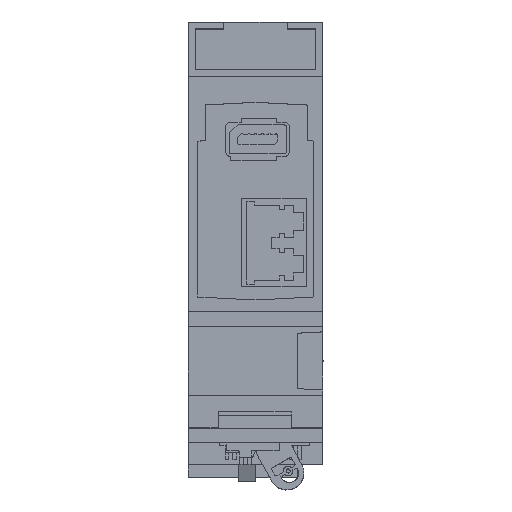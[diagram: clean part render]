
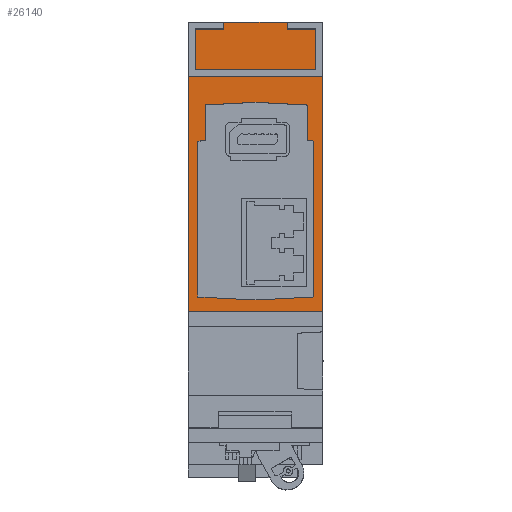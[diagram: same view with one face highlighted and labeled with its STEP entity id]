
A CAD part, top view. The second image highlights one B-rep face of the part: STEP entity #26140.
In plain terms, the highlighted planar face has unit normal (0, 0, 1).
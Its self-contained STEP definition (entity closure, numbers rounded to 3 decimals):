
#4718=DIRECTION('',(0.,-1.,0.));
#4719=VECTOR('',#4718,36.2);
#4720=CARTESIAN_POINT('',(-3.,-5.,183.277));
#4721=LINE('',#4720,#4719);
#7338=DIRECTION('',(0.,1.,0.));
#7339=VECTOR('',#7338,5.);
#7340=CARTESIAN_POINT('',(-2.,-5.,183.277));
#7341=LINE('',#7340,#7339);
#7342=DIRECTION('',(1.,0.,0.));
#7343=VECTOR('',#7342,4.15);
#7344=CARTESIAN_POINT('',(-2.,0.,183.277));
#7345=LINE('',#7344,#7343);
#7346=DIRECTION('',(0.,1.,0.));
#7347=VECTOR('',#7346,1.);
#7348=CARTESIAN_POINT('',(2.15,0.,183.277));
#7349=LINE('',#7348,#7347);
#7350=DIRECTION('',(0.,-1.,0.));
#7351=VECTOR('',#7350,1.);
#7352=CARTESIAN_POINT('',(11.45,1.,183.277));
#7353=LINE('',#7352,#7351);
#7354=DIRECTION('',(1.,0.,0.));
#7355=VECTOR('',#7354,4.15);
#7356=CARTESIAN_POINT('',(11.45,0.,183.277));
#7357=LINE('',#7356,#7355);
#7358=DIRECTION('',(0.,-1.,0.));
#7359=VECTOR('',#7358,5.);
#7360=CARTESIAN_POINT('',(15.6,0.,183.277));
#7361=LINE('',#7360,#7359);
#7362=DIRECTION('',(0.,-1.,0.));
#7363=VECTOR('',#7362,36.2);
#7364=CARTESIAN_POINT('',(16.6,-5.,183.277));
#7365=LINE('',#7364,#7363);
#7366=DIRECTION('',(-1.,0.,0.));
#7367=VECTOR('',#7366,19.6);
#7368=CARTESIAN_POINT('',(16.6,-41.2,183.277));
#7369=LINE('',#7368,#7367);
#7370=DIRECTION('',(-0.999,-0.052,0.));
#7371=VECTOR('',#7370,7.21);
#7372=CARTESIAN_POINT('',(6.7,-10.7,183.277));
#7373=LINE('',#7372,#7371);
#7374=DIRECTION('',(-0.985,-0.174,0.));
#7375=VECTOR('',#7374,1.117);
#7376=CARTESIAN_POINT('',(-0.5,-16.2,183.277));
#7377=LINE('',#7376,#7375);
#7378=DIRECTION('',(0.999,-0.052,0.));
#7379=VECTOR('',#7378,8.311);
#7380=CARTESIAN_POINT('',(-1.6,-39.115,183.277));
#7381=LINE('',#7380,#7379);
#7382=DIRECTION('',(0.999,0.052,0.));
#7383=VECTOR('',#7382,8.412);
#7384=CARTESIAN_POINT('',(6.9,-39.55,183.277));
#7385=LINE('',#7384,#7383);
#7386=DIRECTION('',(-0.985,0.174,0.));
#7387=VECTOR('',#7386,0.914);
#7388=CARTESIAN_POINT('',(15.3,-16.359,183.277));
#7389=LINE('',#7388,#7387);
#7390=DIRECTION('',(-0.999,0.052,0.));
#7391=VECTOR('',#7390,7.51);
#7392=CARTESIAN_POINT('',(14.4,-11.093,183.277));
#7393=LINE('',#7392,#7391);
#7398=DIRECTION('',(-1.,0.,0.));
#7399=VECTOR('',#7398,1.);
#7400=CARTESIAN_POINT('',(-2.,-5.,183.277));
#7401=LINE('',#7400,#7399);
#7488=DIRECTION('',(-1.,0.,0.));
#7489=VECTOR('',#7488,1.);
#7490=CARTESIAN_POINT('',(16.6,-5.,183.277));
#7491=LINE('',#7490,#7489);
#7534=DIRECTION('',(-1.,0.,0.));
#7535=VECTOR('',#7534,9.3);
#7536=CARTESIAN_POINT('',(11.45,1.,183.277));
#7537=LINE('',#7536,#7535);
#11619=DIRECTION('',(1.,0.,0.));
#11620=VECTOR('',#11619,0.2);
#11621=CARTESIAN_POINT('',(6.7,-10.7,183.277));
#11622=LINE('',#11621,#11620);
#11631=DIRECTION('',(0.,-1.,0.));
#11632=VECTOR('',#11631,5.107);
#11633=CARTESIAN_POINT('',(14.4,-11.093,183.277));
#11634=LINE('',#11633,#11632);
#11643=DIRECTION('',(0.,-1.,0.));
#11644=VECTOR('',#11643,22.751);
#11645=CARTESIAN_POINT('',(15.3,-16.359,183.277));
#11646=LINE('',#11645,#11644);
#11655=DIRECTION('',(-1.,0.,0.));
#11656=VECTOR('',#11655,0.2);
#11657=CARTESIAN_POINT('',(6.9,-39.55,183.277));
#11658=LINE('',#11657,#11656);
#11667=DIRECTION('',(0.,1.,0.));
#11668=VECTOR('',#11667,22.721);
#11669=CARTESIAN_POINT('',(-1.6,-39.115,183.277));
#11670=LINE('',#11669,#11668);
#11679=DIRECTION('',(0.,1.,0.));
#11680=VECTOR('',#11679,5.123);
#11681=CARTESIAN_POINT('',(-0.5,-16.2,183.277));
#11682=LINE('',#11681,#11680);
#13790=CARTESIAN_POINT('',(-3.,-5.,183.277));
#13791=VERTEX_POINT('',#13790);
#13792=CARTESIAN_POINT('',(-3.,-41.2,183.277));
#13793=VERTEX_POINT('',#13792);
#14562=CARTESIAN_POINT('',(16.6,-41.2,183.277));
#14563=VERTEX_POINT('',#14562);
#14564=CARTESIAN_POINT('',(16.6,-5.,183.277));
#14565=VERTEX_POINT('',#14564);
#14709=CARTESIAN_POINT('',(-2.,-5.,183.277));
#14710=VERTEX_POINT('',#14709);
#14711=CARTESIAN_POINT('',(-2.,0.,183.277));
#14712=VERTEX_POINT('',#14711);
#14713=CARTESIAN_POINT('',(2.15,0.,183.277));
#14714=VERTEX_POINT('',#14713);
#14715=CARTESIAN_POINT('',(2.15,1.,183.277));
#14716=VERTEX_POINT('',#14715);
#14717=CARTESIAN_POINT('',(11.45,1.,183.277));
#14718=VERTEX_POINT('',#14717);
#14719=CARTESIAN_POINT('',(11.45,0.,183.277));
#14720=VERTEX_POINT('',#14719);
#14721=CARTESIAN_POINT('',(15.6,0.,183.277));
#14722=VERTEX_POINT('',#14721);
#14723=CARTESIAN_POINT('',(15.6,-5.,183.277));
#14724=VERTEX_POINT('',#14723);
#14725=CARTESIAN_POINT('',(6.7,-10.7,183.277));
#14726=CARTESIAN_POINT('',(6.9,-10.7,183.277));
#14727=VERTEX_POINT('',#14725);
#14728=VERTEX_POINT('',#14726);
#14729=CARTESIAN_POINT('',(-0.5,-11.077,183.277));
#14730=VERTEX_POINT('',#14729);
#14731=CARTESIAN_POINT('',(-0.5,-16.2,183.277));
#14732=VERTEX_POINT('',#14731);
#14733=CARTESIAN_POINT('',(-1.6,-16.394,183.277));
#14734=VERTEX_POINT('',#14733);
#14735=CARTESIAN_POINT('',(-1.6,-39.115,183.277));
#14736=VERTEX_POINT('',#14735);
#14737=CARTESIAN_POINT('',(6.7,-39.55,183.277));
#14738=VERTEX_POINT('',#14737);
#14739=CARTESIAN_POINT('',(6.9,-39.55,183.277));
#14740=VERTEX_POINT('',#14739);
#14741=CARTESIAN_POINT('',(15.3,-39.11,183.277));
#14742=VERTEX_POINT('',#14741);
#14743=CARTESIAN_POINT('',(15.3,-16.359,183.277));
#14744=VERTEX_POINT('',#14743);
#14745=CARTESIAN_POINT('',(14.4,-16.2,183.277));
#14746=VERTEX_POINT('',#14745);
#14747=CARTESIAN_POINT('',(14.4,-11.093,183.277));
#14748=VERTEX_POINT('',#14747);
#26086=CARTESIAN_POINT('',(-3.,-41.2,183.277));
#26087=DIRECTION('',(0.,0.,1.));
#26088=DIRECTION('',(0.,1.,0.));
#26089=AXIS2_PLACEMENT_3D('',#26086,#26087,#26088);
#26090=PLANE('',#26089);
#26092=ORIENTED_EDGE('',*,*,#26091,.F.);
#26094=ORIENTED_EDGE('',*,*,#26093,.T.);
#26096=ORIENTED_EDGE('',*,*,#26095,.T.);
#26098=ORIENTED_EDGE('',*,*,#26097,.T.);
#26100=ORIENTED_EDGE('',*,*,#26099,.F.);
#26102=ORIENTED_EDGE('',*,*,#26101,.T.);
#26104=ORIENTED_EDGE('',*,*,#26103,.T.);
#26106=ORIENTED_EDGE('',*,*,#26105,.T.);
#26108=ORIENTED_EDGE('',*,*,#26107,.F.);
#26109=ORIENTED_EDGE('',*,*,#21749,.T.);
#26110=ORIENTED_EDGE('',*,*,#26079,.T.);
#26111=ORIENTED_EDGE('',*,*,#22087,.F.);
#26112=EDGE_LOOP('',(#26092,#26094,#26096,#26098,#26100,#26102,#26104,#26106,
#26108,#26109,#26110,#26111));
#26113=FACE_OUTER_BOUND('',#26112,.F.);
#26115=ORIENTED_EDGE('',*,*,#26114,.F.);
#26117=ORIENTED_EDGE('',*,*,#26116,.T.);
#26119=ORIENTED_EDGE('',*,*,#26118,.F.);
#26121=ORIENTED_EDGE('',*,*,#26120,.T.);
#26123=ORIENTED_EDGE('',*,*,#26122,.F.);
#26125=ORIENTED_EDGE('',*,*,#26124,.T.);
#26127=ORIENTED_EDGE('',*,*,#26126,.F.);
#26129=ORIENTED_EDGE('',*,*,#26128,.T.);
#26131=ORIENTED_EDGE('',*,*,#26130,.F.);
#26133=ORIENTED_EDGE('',*,*,#26132,.T.);
#26135=ORIENTED_EDGE('',*,*,#26134,.F.);
#26137=ORIENTED_EDGE('',*,*,#26136,.T.);
#26138=EDGE_LOOP('',(#26115,#26117,#26119,#26121,#26123,#26125,#26127,#26129,
#26131,#26133,#26135,#26137));
#26139=FACE_BOUND('',#26138,.F.);
#26140=ADVANCED_FACE('',(#26113,#26139),#26090,.T.);
#21749=EDGE_CURVE('',#14565,#14563,#7365,.T.);
#22087=EDGE_CURVE('',#13791,#13793,#4721,.T.);
#26079=EDGE_CURVE('',#14563,#13793,#7369,.T.);
#26091=EDGE_CURVE('',#14710,#13791,#7401,.T.);
#26093=EDGE_CURVE('',#14710,#14712,#7341,.T.);
#26095=EDGE_CURVE('',#14712,#14714,#7345,.T.);
#26097=EDGE_CURVE('',#14714,#14716,#7349,.T.);
#26099=EDGE_CURVE('',#14718,#14716,#7537,.T.);
#26101=EDGE_CURVE('',#14718,#14720,#7353,.T.);
#26103=EDGE_CURVE('',#14720,#14722,#7357,.T.);
#26105=EDGE_CURVE('',#14722,#14724,#7361,.T.);
#26107=EDGE_CURVE('',#14565,#14724,#7491,.T.);
#26114=EDGE_CURVE('',#14727,#14728,#11622,.T.);
#26116=EDGE_CURVE('',#14727,#14730,#7373,.T.);
#26118=EDGE_CURVE('',#14732,#14730,#11682,.T.);
#26120=EDGE_CURVE('',#14732,#14734,#7377,.T.);
#26122=EDGE_CURVE('',#14736,#14734,#11670,.T.);
#26124=EDGE_CURVE('',#14736,#14738,#7381,.T.);
#26126=EDGE_CURVE('',#14740,#14738,#11658,.T.);
#26128=EDGE_CURVE('',#14740,#14742,#7385,.T.);
#26130=EDGE_CURVE('',#14744,#14742,#11646,.T.);
#26132=EDGE_CURVE('',#14744,#14746,#7389,.T.);
#26134=EDGE_CURVE('',#14748,#14746,#11634,.T.);
#26136=EDGE_CURVE('',#14748,#14728,#7393,.T.);
